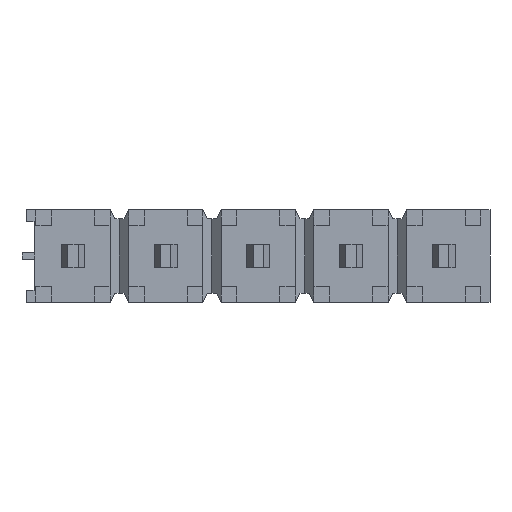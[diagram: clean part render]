
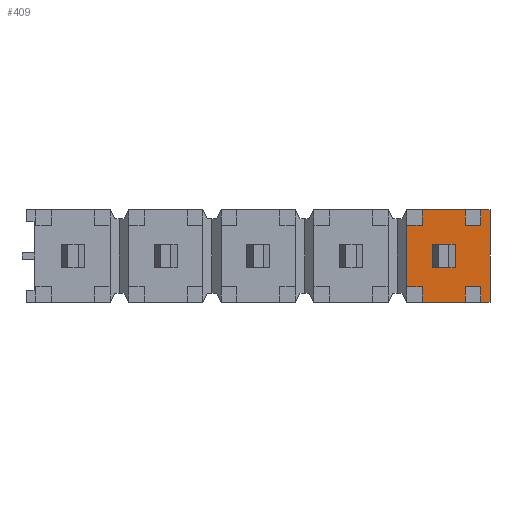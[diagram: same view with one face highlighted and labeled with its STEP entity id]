
A CAD part, front view. The second image highlights one B-rep face of the part: STEP entity #409.
In plain terms, the highlighted planar face has unit normal (0, -1, 0).
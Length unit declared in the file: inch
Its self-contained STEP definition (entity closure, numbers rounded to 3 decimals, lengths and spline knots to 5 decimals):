
#409 = ADVANCED_FACE( '', ( #1005, #1006 ), #1007, .T. );
#1005 = FACE_OUTER_BOUND( '', #1811, .T. );
#1006 = FACE_BOUND( '', #1812, .T. );
#1007 = PLANE( '', #1813 );
#1811 = EDGE_LOOP( '', ( #2871, #2872, #2873, #2874, #2875, #2876, #2877, #2878, #2879, #2880, #2881, #2882, #2883, #2884, #2885, #2886 ) );
#1812 = EDGE_LOOP( '', ( #2887, #2888, #2889, #2890 ) );
#1813 = AXIS2_PLACEMENT_3D( '', #2891, #2892, #2893 );
#2871 = ORIENTED_EDGE( '', *, *, #5072, .T. );
#2872 = ORIENTED_EDGE( '', *, *, #4892, .T. );
#2873 = ORIENTED_EDGE( '', *, *, #4960, .T. );
#2874 = ORIENTED_EDGE( '', *, *, #5073, .T. );
#2875 = ORIENTED_EDGE( '', *, *, #5074, .F. );
#2876 = ORIENTED_EDGE( '', *, *, #4888, .T. );
#2877 = ORIENTED_EDGE( '', *, *, #5075, .T. );
#2878 = ORIENTED_EDGE( '', *, *, #5076, .T. );
#2879 = ORIENTED_EDGE( '', *, *, #5077, .F. );
#2880 = ORIENTED_EDGE( '', *, *, #5078, .F. );
#2881 = ORIENTED_EDGE( '', *, *, #5079, .T. );
#2882 = ORIENTED_EDGE( '', *, *, #5080, .T. );
#2883 = ORIENTED_EDGE( '', *, *, #5081, .F. );
#2884 = ORIENTED_EDGE( '', *, *, #5082, .F. );
#2885 = ORIENTED_EDGE( '', *, *, #4982, .T. );
#2886 = ORIENTED_EDGE( '', *, *, #5083, .T. );
#2887 = ORIENTED_EDGE( '', *, *, #5084, .F. );
#2888 = ORIENTED_EDGE( '', *, *, #5085, .F. );
#2889 = ORIENTED_EDGE( '', *, *, #4904, .F. );
#2890 = ORIENTED_EDGE( '', *, *, #5086, .F. );
#2891 = CARTESIAN_POINT( '', ( 0.28637, 0.02, 0.1 ) );
#2892 = DIRECTION( '', ( 0., -1., 0. ) );
#2893 = DIRECTION( '', ( 0., 0., -1. ) );
#4888 = EDGE_CURVE( '', #5861, #5859, #5862, .T. );
#4892 = EDGE_CURVE( '', #5869, #5867, #5870, .T. );
#4904 = EDGE_CURVE( '', #5889, #5891, #5892, .T. );
#4960 = EDGE_CURVE( '', #5867, #5985, #5987, .T. );
#4982 = EDGE_CURVE( '', #6024, #6025, #6026, .T. );
#5072 = EDGE_CURVE( '', #6181, #5869, #6182, .T. );
#5073 = EDGE_CURVE( '', #5985, #6183, #6184, .T. );
#5074 = EDGE_CURVE( '', #5861, #6183, #6185, .T. );
#5075 = EDGE_CURVE( '', #5859, #6186, #6187, .T. );
#5076 = EDGE_CURVE( '', #6186, #6188, #6189, .T. );
#5077 = EDGE_CURVE( '', #6190, #6188, #6191, .T. );
#5078 = EDGE_CURVE( '', #6192, #6190, #6193, .T. );
#5079 = EDGE_CURVE( '', #6192, #6194, #6195, .T. );
#5080 = EDGE_CURVE( '', #6194, #6196, #6197, .T. );
#5081 = EDGE_CURVE( '', #6198, #6196, #6199, .T. );
#5082 = EDGE_CURVE( '', #6024, #6198, #6200, .T. );
#5083 = EDGE_CURVE( '', #6025, #6181, #6201, .T. );
#5084 = EDGE_CURVE( '', #6202, #6203, #6204, .T. );
#5085 = EDGE_CURVE( '', #5891, #6202, #6205, .T. );
#5086 = EDGE_CURVE( '', #6203, #5889, #6206, .T. );
#5859 = VERTEX_POINT( '', #7249 );
#5861 = VERTEX_POINT( '', #7252 );
#5862 = LINE( '', #7253, #7254 );
#5867 = VERTEX_POINT( '', #7261 );
#5869 = VERTEX_POINT( '', #7264 );
#5870 = LINE( '', #7265, #7266 );
#5889 = VERTEX_POINT( '', #7293 );
#5891 = VERTEX_POINT( '', #7296 );
#5892 = LINE( '', #7297, #7298 );
#5985 = VERTEX_POINT( '', #7434 );
#5987 = LINE( '', #7437, #7438 );
#6024 = VERTEX_POINT( '', #7492 );
#6025 = VERTEX_POINT( '', #7493 );
#6026 = LINE( '', #7494, #7495 );
#6181 = VERTEX_POINT( '', #7723 );
#6182 = LINE( '', #7724, #7725 );
#6183 = VERTEX_POINT( '', #7726 );
#6184 = LINE( '', #7727, #7728 );
#6185 = LINE( '', #7729, #7730 );
#6186 = VERTEX_POINT( '', #7731 );
#6187 = LINE( '', #7732, #7733 );
#6188 = VERTEX_POINT( '', #7734 );
#6189 = LINE( '', #7735, #7736 );
#6190 = VERTEX_POINT( '', #7737 );
#6191 = LINE( '', #7738, #7739 );
#6192 = VERTEX_POINT( '', #7740 );
#6193 = LINE( '', #7741, #7742 );
#6194 = VERTEX_POINT( '', #7743 );
#6195 = LINE( '', #7744, #7745 );
#6196 = VERTEX_POINT( '', #7746 );
#6197 = LINE( '', #7747, #7748 );
#6198 = VERTEX_POINT( '', #7749 );
#6199 = LINE( '', #7750, #7751 );
#6200 = LINE( '', #7752, #7753 );
#6201 = LINE( '', #7754, #7755 );
#6202 = VERTEX_POINT( '', #7756 );
#6203 = VERTEX_POINT( '', #7757 );
#6204 = LINE( '', #7758, #7759 );
#6205 = LINE( '', #7760, #7761 );
#6206 = LINE( '', #7762, #7763 );
#7249 = CARTESIAN_POINT( '', ( 0.17688, 0.02, 0.05 ) );
#7252 = CARTESIAN_POINT( '', ( 0.22312, 0.02, 0.05 ) );
#7253 = CARTESIAN_POINT( '', ( -0.25, 0.02, 0.05 ) );
#7254 = VECTOR( '', #9112, 39.37008 );
#7261 = CARTESIAN_POINT( '', ( 0.24012, 0.02, 0.05 ) );
#7264 = CARTESIAN_POINT( '', ( 0.25, 0.02, 0.05 ) );
#7265 = CARTESIAN_POINT( '', ( -0.25, 0.02, 0.05 ) );
#7266 = VECTOR( '', #9116, 39.37008 );
#7293 = CARTESIAN_POINT( '', ( 0.2125, 0.02, -0.0125 ) );
#7296 = CARTESIAN_POINT( '', ( 0.2125, 0.02, 0.0125 ) );
#7297 = CARTESIAN_POINT( '', ( 0.2125, 0.02, 0.0125 ) );
#7298 = VECTOR( '', #9126, 39.37008 );
#7434 = CARTESIAN_POINT( '', ( 0.24012, 0.02, 0.033 ) );
#7437 = CARTESIAN_POINT( '', ( 0.24012, 0.02, 0.1 ) );
#7438 = VECTOR( '', #9171, 39.37008 );
#7492 = CARTESIAN_POINT( '', ( 0.24012, 0.02, -0.033 ) );
#7493 = CARTESIAN_POINT( '', ( 0.24012, 0.02, -0.05 ) );
#7494 = CARTESIAN_POINT( '', ( 0.24012, 0.02, 0.1 ) );
#7495 = VECTOR( '', #9189, 39.37008 );
#7723 = CARTESIAN_POINT( '', ( 0.25, 0.02, -0.05 ) );
#7724 = CARTESIAN_POINT( '', ( 0.25, 0.02, 0.05 ) );
#7725 = VECTOR( '', #9263, 39.37008 );
#7726 = CARTESIAN_POINT( '', ( 0.22312, 0.02, 0.033 ) );
#7727 = CARTESIAN_POINT( '', ( 0.5, 0.02, 0.033 ) );
#7728 = VECTOR( '', #9264, 39.37008 );
#7729 = CARTESIAN_POINT( '', ( 0.22312, 0.02, 0.1 ) );
#7730 = VECTOR( '', #9265, 39.37008 );
#7731 = CARTESIAN_POINT( '', ( 0.17688, 0.02, 0.033 ) );
#7732 = CARTESIAN_POINT( '', ( 0.17688, 0.02, 0.1 ) );
#7733 = VECTOR( '', #9266, 39.37008 );
#7734 = CARTESIAN_POINT( '', ( 0.16, 0.02, 0.033 ) );
#7735 = CARTESIAN_POINT( '', ( 0.5, 0.02, 0.033 ) );
#7736 = VECTOR( '', #9267, 39.37008 );
#7737 = CARTESIAN_POINT( '', ( 0.16, 0.02, -0.033 ) );
#7738 = CARTESIAN_POINT( '', ( 0.16, 0.02, 0.5 ) );
#7739 = VECTOR( '', #9268, 39.37008 );
#7740 = CARTESIAN_POINT( '', ( 0.17688, 0.02, -0.033 ) );
#7741 = CARTESIAN_POINT( '', ( 0.5, 0.02, -0.033 ) );
#7742 = VECTOR( '', #9269, 39.37008 );
#7743 = CARTESIAN_POINT( '', ( 0.17688, 0.02, -0.05 ) );
#7744 = CARTESIAN_POINT( '', ( 0.17688, 0.02, 0.1 ) );
#7745 = VECTOR( '', #9270, 39.37008 );
#7746 = CARTESIAN_POINT( '', ( 0.22312, 0.02, -0.05 ) );
#7747 = CARTESIAN_POINT( '', ( 0.25, 0.02, -0.05 ) );
#7748 = VECTOR( '', #9271, 39.37008 );
#7749 = CARTESIAN_POINT( '', ( 0.22312, 0.02, -0.033 ) );
#7750 = CARTESIAN_POINT( '', ( 0.22312, 0.02, 0.1 ) );
#7751 = VECTOR( '', #9272, 39.37008 );
#7752 = CARTESIAN_POINT( '', ( 0.5, 0.02, -0.033 ) );
#7753 = VECTOR( '', #9273, 39.37008 );
#7754 = CARTESIAN_POINT( '', ( 0.25, 0.02, -0.05 ) );
#7755 = VECTOR( '', #9274, 39.37008 );
#7756 = CARTESIAN_POINT( '', ( 0.1875, 0.02, 0.0125 ) );
#7757 = CARTESIAN_POINT( '', ( 0.1875, 0.02, -0.0125 ) );
#7758 = CARTESIAN_POINT( '', ( 0.1875, 0.02, -0.0125 ) );
#7759 = VECTOR( '', #9275, 39.37008 );
#7760 = CARTESIAN_POINT( '', ( 0.1875, 0.02, 0.0125 ) );
#7761 = VECTOR( '', #9276, 39.37008 );
#7762 = CARTESIAN_POINT( '', ( 0.2125, 0.02, -0.0125 ) );
#7763 = VECTOR( '', #9277, 39.37008 );
#9112 = DIRECTION( '', ( -1., 0., 0. ) );
#9116 = DIRECTION( '', ( -1., 0., 0. ) );
#9126 = DIRECTION( '', ( 0., 0., 1. ) );
#9171 = DIRECTION( '', ( 0., 0., -1. ) );
#9189 = DIRECTION( '', ( 0., 0., -1. ) );
#9263 = DIRECTION( '', ( 0., 0., 1. ) );
#9264 = DIRECTION( '', ( -1., 0., 0. ) );
#9265 = DIRECTION( '', ( 0., 0., -1. ) );
#9266 = DIRECTION( '', ( 0., 0., -1. ) );
#9267 = DIRECTION( '', ( -1., 0., 0. ) );
#9268 = DIRECTION( '', ( 0., 0., 1. ) );
#9269 = DIRECTION( '', ( -1., 0., 0. ) );
#9270 = DIRECTION( '', ( 0., 0., -1. ) );
#9271 = DIRECTION( '', ( 1., 0., 0. ) );
#9272 = DIRECTION( '', ( 0., 0., -1. ) );
#9273 = DIRECTION( '', ( -1., 0., 0. ) );
#9274 = DIRECTION( '', ( 1., 0., 0. ) );
#9275 = DIRECTION( '', ( 0., 0., -1. ) );
#9276 = DIRECTION( '', ( -1., 0., 0. ) );
#9277 = DIRECTION( '', ( 1., 0., 0. ) );
